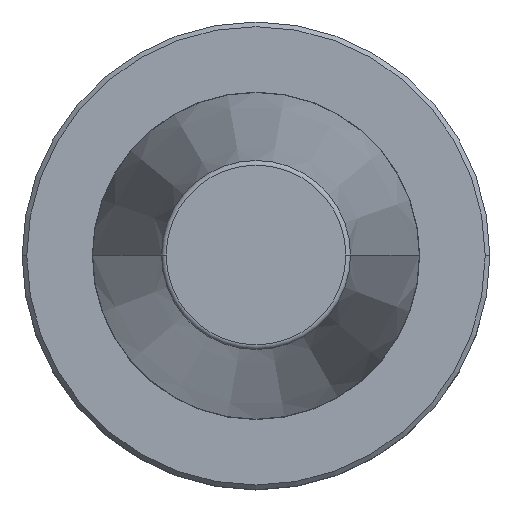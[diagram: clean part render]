
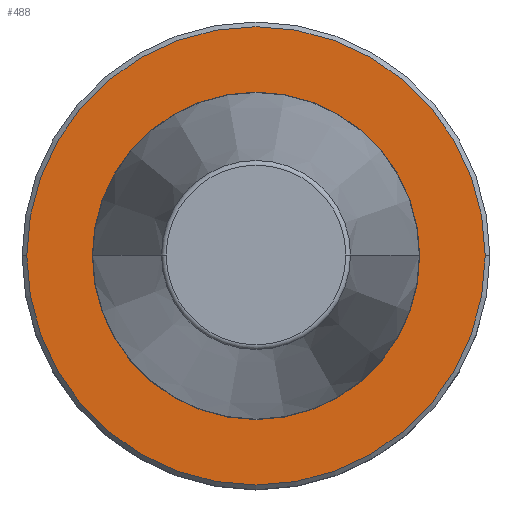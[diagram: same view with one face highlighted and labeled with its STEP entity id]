
A CAD part, top view. The second image highlights one B-rep face of the part: STEP entity #488.
In plain terms, the highlighted planar face has unit normal (0, 0, 1).
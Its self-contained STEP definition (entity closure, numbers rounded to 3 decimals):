
#2 = EDGE_LOOP ( 'NONE', ( #115, #590 ) ) ;
#29 = CIRCLE ( 'NONE', #610, 35. ) ;
#54 = DIRECTION ( 'NONE',  ( 0., 0., 1. ) ) ;
#80 = PLANE ( 'NONE',  #705 ) ;
#81 = VERTEX_POINT ( 'NONE', #281 ) ;
#115 = ORIENTED_EDGE ( 'NONE', *, *, #797, .F. ) ;
#121 = CARTESIAN_POINT ( 'NONE',  ( 35., 0., -3. ) ) ;
#163 = DIRECTION ( 'NONE',  ( -1., 0., 0. ) ) ;
#185 = AXIS2_PLACEMENT_3D ( 'NONE', #779, #308, #851 ) ;
#192 = DIRECTION ( 'NONE',  ( 0., 0., 1. ) ) ;
#200 = ORIENTED_EDGE ( 'NONE', *, *, #571, .T. ) ;
#203 = AXIS2_PLACEMENT_3D ( 'NONE', #671, #192, #751 ) ;
#281 = CARTESIAN_POINT ( 'NONE',  ( -35., 0., -3. ) ) ;
#303 = EDGE_LOOP ( 'NONE', ( #200, #374 ) ) ;
#308 = DIRECTION ( 'NONE',  ( 0., 0., 1. ) ) ;
#374 = ORIENTED_EDGE ( 'NONE', *, *, #857, .T. ) ;
#402 = CARTESIAN_POINT ( 'NONE',  ( -49., 0., -3. ) ) ;
#470 = CARTESIAN_POINT ( 'NONE',  ( 0., 0., -3. ) ) ;
#488 = ADVANCED_FACE ( 'NONE', ( #920, #947 ), #80, .F. ) ;
#546 = CARTESIAN_POINT ( 'NONE',  ( 0., 0., -3. ) ) ;
#559 = DIRECTION ( 'NONE',  ( 1., 0., 0. ) ) ;
#571 = EDGE_CURVE ( 'NONE', #991, #740, #801, .T. ) ;
#590 = ORIENTED_EDGE ( 'NONE', *, *, #831, .F. ) ;
#610 = AXIS2_PLACEMENT_3D ( 'NONE', #546, #54, #619 ) ;
#619 = DIRECTION ( 'NONE',  ( 1., 0., 0. ) ) ;
#621 = CIRCLE ( 'NONE', #715, 49. ) ;
#653 = CARTESIAN_POINT ( 'NONE',  ( 0., 35., -3. ) ) ;
#661 = VERTEX_POINT ( 'NONE', #121 ) ;
#671 = CARTESIAN_POINT ( 'NONE',  ( 0., 0., -3. ) ) ;
#705 = AXIS2_PLACEMENT_3D ( 'NONE', #653, #944, #163 ) ;
#715 = AXIS2_PLACEMENT_3D ( 'NONE', #470, #997, #559 ) ;
#740 = VERTEX_POINT ( 'NONE', #769 ) ;
#751 = DIRECTION ( 'NONE',  ( 1., 0., 0. ) ) ;
#769 = CARTESIAN_POINT ( 'NONE',  ( 49., 0., -3. ) ) ;
#779 = CARTESIAN_POINT ( 'NONE',  ( 0., 0., -3. ) ) ;
#797 = EDGE_CURVE ( 'NONE', #661, #81, #29, .T. ) ;
#801 = CIRCLE ( 'NONE', #203, 49. ) ;
#825 = CIRCLE ( 'NONE', #185, 35. ) ;
#831 = EDGE_CURVE ( 'NONE', #81, #661, #825, .T. ) ;
#851 = DIRECTION ( 'NONE',  ( 1., 0., 0. ) ) ;
#857 = EDGE_CURVE ( 'NONE', #740, #991, #621, .T. ) ;
#920 = FACE_BOUND ( 'NONE', #2, .T. ) ;
#944 = DIRECTION ( 'NONE',  ( 0., 0., -1. ) ) ;
#947 = FACE_OUTER_BOUND ( 'NONE', #303, .T. ) ;
#991 = VERTEX_POINT ( 'NONE', #402 ) ;
#997 = DIRECTION ( 'NONE',  ( 0., 0., 1. ) ) ;
